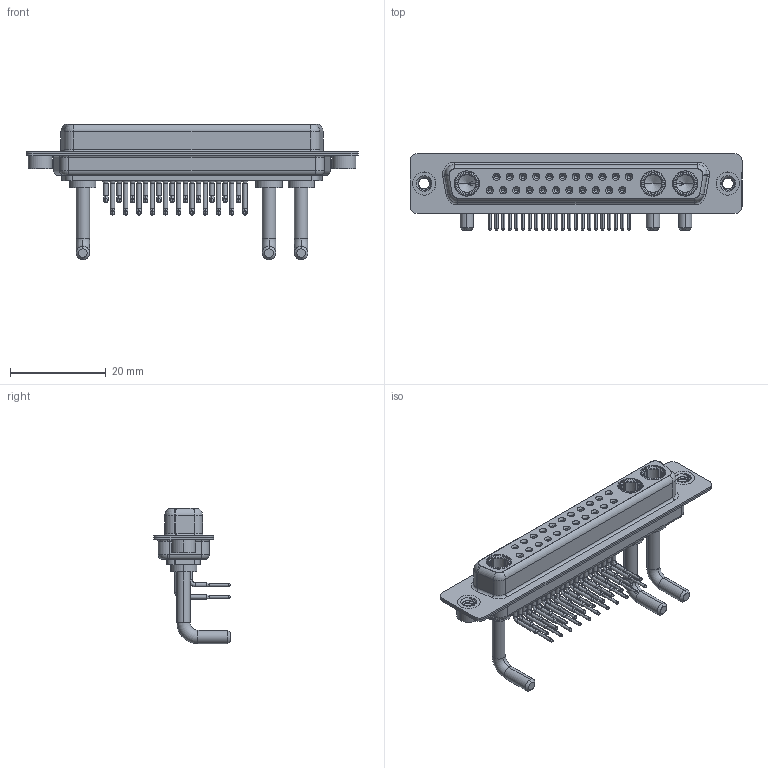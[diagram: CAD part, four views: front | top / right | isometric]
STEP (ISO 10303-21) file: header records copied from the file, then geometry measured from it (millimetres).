
FILE_DESCRIPTION (( 'STEP AP203' ), '1' );
FILE_NAME ('630-25W3250-2T2.STEP', '2022-06-07T05:07:56', ( '' ), ( '' ), 'SwSTEP 2.0', 'SolidWorks 2020', '' );
FILE_SCHEMA (( 'CONFIG_CONTROL_DESIGN' ));
Length unit declared in the file: millimetre
Products named in the file (8): 630Combo Housing_25W3; Power Socket_Ext 20A RA; 630-25W3250-2T2; 630Combo Contact Row 2; 630Combo Threaded Rivet_2; 630Combo Contact Row 1; 630Combo Shell Front_37 Contacts; 630Combo Shell Rear_37 Contacts
Assembly tree (30 placements, depth 2):
  630-25W3250-2T2
    630Combo Housing_25W3
    630Combo Shell Front_37 Contacts
    630Combo Shell Rear_37 Contacts
    630Combo Threaded Rivet_2  x2
    Power Socket_Ext 20A RA  x3
    630Combo Contact Row 1  x11
    630Combo Contact Row 2  x11
Bounding box: 69.4 x 16 x 28.33 mm (x, y, z)
Volume: 5808.3 mm3; surface area: 12903.6 mm2
Topology: 33 solids, 33 shells, 1679 faces, 4273 edges, 2696 vertices
Faces by surface type: cylinder 718, plane 484, cone 305, bspline 97, torus 75
Entity records: 23802 total; most frequent: CARTESIAN_POINT 5489, DIRECTION 3851, ORIENTED_EDGE 3304, EDGE_CURVE 1652, AXIS2_PLACEMENT_3D 1607, VERTEX_POINT 1054, CIRCLE 886, EDGE_LOOP 850
